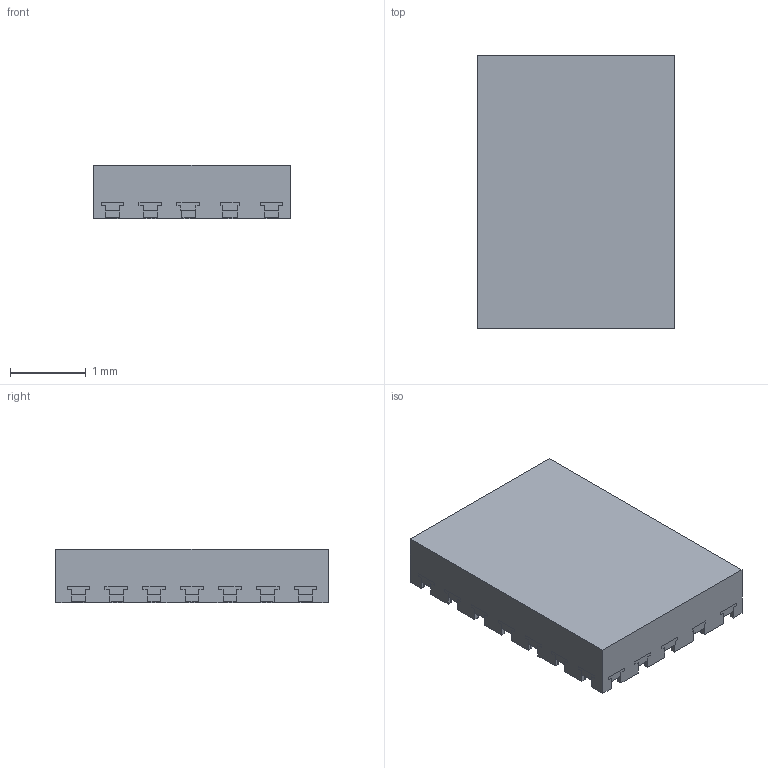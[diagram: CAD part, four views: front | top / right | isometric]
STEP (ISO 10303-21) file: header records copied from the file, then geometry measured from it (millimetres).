
FILE_DESCRIPTION((''),'2;1');
FILE_NAME('RZT0020A_ASM','2024-10-01T13:43:24',('a0412086'),(''),'CREO PARAMETRIC BY PTC INC, 2018500','CREO PARAMETRIC BY PTC INC, 2018500','');
FILE_SCHEMA(('CONFIG_CONTROL_DESIGN','SHAPE_APPEARANCE_LAYERS_GROUPS'));
Length unit declared in the file: millimetre
Products named in the file (3): RZT0020A_FRAME; RZT0020A_MOLD; RZT0020A_ASM
Assembly tree (2 placements, depth 2):
  RZT0020A_ASM
    RZT0020A_FRAME
    RZT0020A_MOLD
Bounding box: 2.6 x 3.6 x 0.7 mm (x, y, z)
Volume: 6.4 mm3; surface area: 43.9 mm2
Topology: 21 solids, 21 shells, 1395 faces, 3878 edges, 2524 vertices
Faces by surface type: plane 1089, cylinder 306
Entity records: 56114 total; most frequent: CARTESIAN_POINT 7814, ORIENTED_EDGE 7756, DIRECTION 7288, PRESENTATION_STYLE_ASSIGNMENT 3923, STYLED_ITEM 3899, CURVE_STYLE 3878, EDGE_CURVE 3878, VECTOR 3260
